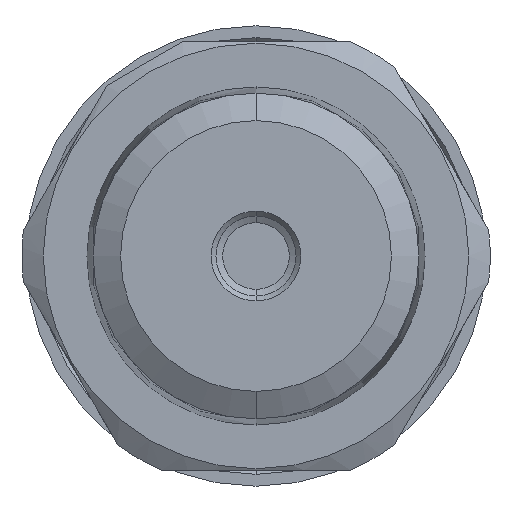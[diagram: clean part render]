
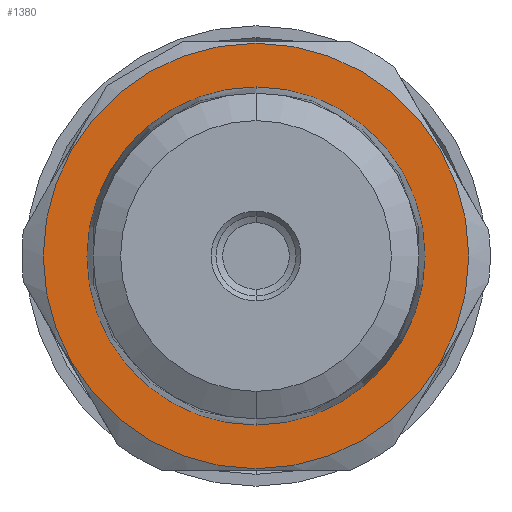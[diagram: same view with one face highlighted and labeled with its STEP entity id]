
A CAD part, front view. The second image highlights one B-rep face of the part: STEP entity #1380.
In plain terms, the highlighted face is planar.
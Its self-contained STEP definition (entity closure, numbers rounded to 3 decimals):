
#155 = DIRECTION ( 'NONE',  ( -1., 0., 0. ) ) ;
#162 = CIRCLE ( 'NONE', #3846, 13.4 ) ;
#265 = EDGE_CURVE ( 'NONE', #4549, #2572, #162, .T. ) ;
#560 = DIRECTION ( 'NONE',  ( 0., 0., 1. ) ) ;
#566 = CARTESIAN_POINT ( 'NONE',  ( 33.5, 0., 0. ) ) ;
#571 = DIRECTION ( 'NONE',  ( -1., 0., 0. ) ) ;
#1380 = ADVANCED_FACE ( 'NONE', ( #3678, #4658 ), #3494, .F. ) ;
#1423 = DIRECTION ( 'NONE',  ( 0., 0., 1. ) ) ;
#1429 = DIRECTION ( 'NONE',  ( -1., 0., 0. ) ) ;
#1433 = CARTESIAN_POINT ( 'NONE',  ( 33.5, 0., 0. ) ) ;
#1478 = ORIENTED_EDGE ( 'NONE', *, *, #265, .F. ) ;
#1487 = ORIENTED_EDGE ( 'NONE', *, *, #3835, .F. ) ;
#1491 = DIRECTION ( 'NONE',  ( 0., 0., 1. ) ) ;
#1502 = ORIENTED_EDGE ( 'NONE', *, *, #4138, .T. ) ;
#1505 = ORIENTED_EDGE ( 'NONE', *, *, #1828, .T. ) ;
#1828 = EDGE_CURVE ( 'NONE', #4457, #3638, #2527, .T. ) ;
#1895 = AXIS2_PLACEMENT_3D ( 'NONE', #4780, #155, #1491 ) ;
#2324 = DIRECTION ( 'NONE',  ( -1., 0., 0. ) ) ;
#2334 = DIRECTION ( 'NONE',  ( 0., 0., 1. ) ) ;
#2370 = CARTESIAN_POINT ( 'NONE',  ( 33.5, 0., 0. ) ) ;
#2527 = CIRCLE ( 'NONE', #3958, 10.65 ) ;
#2572 = VERTEX_POINT ( 'NONE', #4371 ) ;
#3206 = CARTESIAN_POINT ( 'NONE',  ( 33.5, 0., 0. ) ) ;
#3218 = DIRECTION ( 'NONE',  ( -1., 0., 0. ) ) ;
#3234 = DIRECTION ( 'NONE',  ( 0., 0., 1. ) ) ;
#3387 = CARTESIAN_POINT ( 'NONE',  ( 33.5, 0., 10.65 ) ) ;
#3494 = PLANE ( 'NONE',  #1895 ) ;
#3638 = VERTEX_POINT ( 'NONE', #3387 ) ;
#3678 = FACE_OUTER_BOUND ( 'NONE', #4885, .T. ) ;
#3695 = CIRCLE ( 'NONE', #4552, 13.4 ) ;
#3835 = EDGE_CURVE ( 'NONE', #2572, #4549, #3695, .T. ) ;
#3846 = AXIS2_PLACEMENT_3D ( 'NONE', #3206, #3218, #3234 ) ;
#3958 = AXIS2_PLACEMENT_3D ( 'NONE', #566, #571, #560 ) ;
#4088 = AXIS2_PLACEMENT_3D ( 'NONE', #2370, #2324, #2334 ) ;
#4138 = EDGE_CURVE ( 'NONE', #3638, #4457, #4249, .T. ) ;
#4249 = CIRCLE ( 'NONE', #4088, 10.65 ) ;
#4371 = CARTESIAN_POINT ( 'NONE',  ( 33.5, 0., -13.4 ) ) ;
#4382 = CARTESIAN_POINT ( 'NONE',  ( 33.5, 0., -10.65 ) ) ;
#4406 = CARTESIAN_POINT ( 'NONE',  ( 33.5, 0., 13.4 ) ) ;
#4457 = VERTEX_POINT ( 'NONE', #4382 ) ;
#4549 = VERTEX_POINT ( 'NONE', #4406 ) ;
#4552 = AXIS2_PLACEMENT_3D ( 'NONE', #1433, #1429, #1423 ) ;
#4658 = FACE_BOUND ( 'NONE', #4797, .T. ) ;
#4780 = CARTESIAN_POINT ( 'NONE',  ( 33.5, 13.4, 0. ) ) ;
#4797 = EDGE_LOOP ( 'NONE', ( #1502, #1505 ) ) ;
#4885 = EDGE_LOOP ( 'NONE', ( #1478, #1487 ) ) ;
